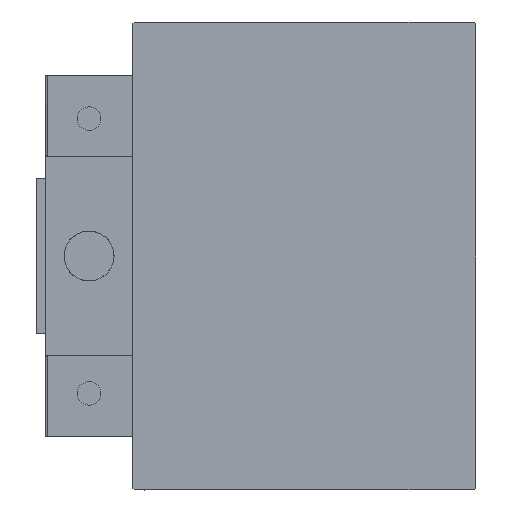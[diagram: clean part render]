
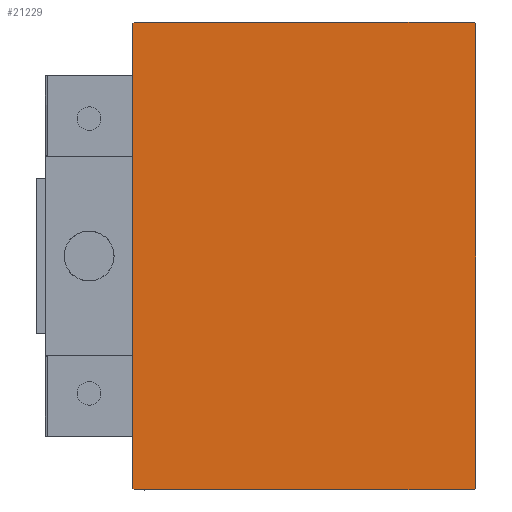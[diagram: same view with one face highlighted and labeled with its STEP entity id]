
A CAD part, left-side view. The second image highlights one B-rep face of the part: STEP entity #21229.
In plain terms, the highlighted face is planar.
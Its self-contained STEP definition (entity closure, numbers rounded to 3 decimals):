
#991 = LINE ( 'NONE', #38789, #23372 ) ;
#1253 = VECTOR ( 'NONE', #16788, 1000. ) ;
#2349 = LINE ( 'NONE', #29384, #8875 ) ;
#2406 = CARTESIAN_POINT ( 'NONE',  ( 75., -27.5, -37.2 ) ) ;
#2533 = VECTOR ( 'NONE', #15689, 1000. ) ;
#4669 = DIRECTION ( 'NONE',  ( 1., 0., 0. ) ) ;
#4696 = CARTESIAN_POINT ( 'NONE',  ( 75., -27.5, 37.2 ) ) ;
#5562 = DIRECTION ( 'NONE',  ( 0., -1., 0. ) ) ;
#8419 = CARTESIAN_POINT ( 'NONE',  ( 75., 32.35, -32.35 ) ) ;
#8824 = CARTESIAN_POINT ( 'NONE',  ( 75., 27.5, 37.5 ) ) ;
#8875 = VECTOR ( 'NONE', #32181, 1000. ) ;
#9981 = ORIENTED_EDGE ( 'NONE', *, *, #41251, .T. ) ;
#10279 = DIRECTION ( 'NONE',  ( 0., 0., 1. ) ) ;
#11690 = LINE ( 'NONE', #8419, #2533 ) ;
#11899 = VERTEX_POINT ( 'NONE', #21766 ) ;
#12278 = LINE ( 'NONE', #35802, #1253 ) ;
#13432 = CARTESIAN_POINT ( 'NONE',  ( 75., 0., 0. ) ) ;
#13577 = ORIENTED_EDGE ( 'NONE', *, *, #26573, .T. ) ;
#14559 = ORIENTED_EDGE ( 'NONE', *, *, #32850, .T. ) ;
#14661 = VECTOR ( 'NONE', #49441, 1000. ) ;
#15443 = ORIENTED_EDGE ( 'NONE', *, *, #27279, .T. ) ;
#15689 = DIRECTION ( 'NONE',  ( 0., 0.707, 0.707 ) ) ;
#16788 = DIRECTION ( 'NONE',  ( 0., 0.707, -0.707 ) ) ;
#17192 = FACE_OUTER_BOUND ( 'NONE', #25202, .T. ) ;
#17806 = CARTESIAN_POINT ( 'NONE',  ( 75., 27.5, -37.5 ) ) ;
#18427 = LINE ( 'NONE', #22180, #14661 ) ;
#19460 = CARTESIAN_POINT ( 'NONE',  ( 75., 27.5, -37.2 ) ) ;
#19702 = ORIENTED_EDGE ( 'NONE', *, *, #29134, .T. ) ;
#21221 = VERTEX_POINT ( 'NONE', #24450 ) ;
#21229 = ADVANCED_FACE ( 'NONE', ( #17192 ), #35475, .T. ) ;
#21766 = CARTESIAN_POINT ( 'NONE',  ( 75., 27.5, 37.2 ) ) ;
#22180 = CARTESIAN_POINT ( 'NONE',  ( 75., -27.5, -37.5 ) ) ;
#23199 = LINE ( 'NONE', #38953, #34529 ) ;
#23372 = VECTOR ( 'NONE', #46051, 1000. ) ;
#24210 = DIRECTION ( 'NONE',  ( 0., 0., -1. ) ) ;
#24450 = CARTESIAN_POINT ( 'NONE',  ( 75., -27.2, 37.5 ) ) ;
#24859 = VECTOR ( 'NONE', #10279, 1000. ) ;
#25202 = EDGE_LOOP ( 'NONE', ( #41237, #19702, #36828, #31187, #13577, #14559, #15443, #9981 ) ) ;
#26456 = VECTOR ( 'NONE', #5562, 1000. ) ;
#26573 = EDGE_CURVE ( 'NONE', #35164, #21221, #36341, .T. ) ;
#26881 = CARTESIAN_POINT ( 'NONE',  ( 75., -27.2, -37.5 ) ) ;
#27279 = EDGE_CURVE ( 'NONE', #44700, #36809, #2349, .T. ) ;
#27867 = VERTEX_POINT ( 'NONE', #36740 ) ;
#27877 = AXIS2_PLACEMENT_3D ( 'NONE', #13432, #4669, #24210 ) ;
#29134 = EDGE_CURVE ( 'NONE', #27867, #45854, #11690, .T. ) ;
#29384 = CARTESIAN_POINT ( 'NONE',  ( 75., -27.5, 37.5 ) ) ;
#31187 = ORIENTED_EDGE ( 'NONE', *, *, #34171, .T. ) ;
#32181 = DIRECTION ( 'NONE',  ( 0., 0., -1. ) ) ;
#32577 = LINE ( 'NONE', #17806, #24859 ) ;
#32850 = EDGE_CURVE ( 'NONE', #21221, #44700, #23199, .T. ) ;
#34171 = EDGE_CURVE ( 'NONE', #11899, #35164, #991, .T. ) ;
#34529 = VECTOR ( 'NONE', #49474, 1000. ) ;
#34621 = CARTESIAN_POINT ( 'NONE',  ( 75., 27.2, 37.5 ) ) ;
#35164 = VERTEX_POINT ( 'NONE', #34621 ) ;
#35475 = PLANE ( 'NONE',  #27877 ) ;
#35617 = EDGE_CURVE ( 'NONE', #37991, #27867, #18427, .T. ) ;
#35802 = CARTESIAN_POINT ( 'NONE',  ( 75., -32.35, -32.35 ) ) ;
#36341 = LINE ( 'NONE', #8824, #26456 ) ;
#36740 = CARTESIAN_POINT ( 'NONE',  ( 75., 27.2, -37.5 ) ) ;
#36809 = VERTEX_POINT ( 'NONE', #2406 ) ;
#36828 = ORIENTED_EDGE ( 'NONE', *, *, #48914, .T. ) ;
#37991 = VERTEX_POINT ( 'NONE', #26881 ) ;
#38789 = CARTESIAN_POINT ( 'NONE',  ( 75., 32.35, 32.35 ) ) ;
#38953 = CARTESIAN_POINT ( 'NONE',  ( 75., -32.35, 32.35 ) ) ;
#41237 = ORIENTED_EDGE ( 'NONE', *, *, #35617, .T. ) ;
#41251 = EDGE_CURVE ( 'NONE', #36809, #37991, #12278, .T. ) ;
#44700 = VERTEX_POINT ( 'NONE', #4696 ) ;
#45854 = VERTEX_POINT ( 'NONE', #19460 ) ;
#46051 = DIRECTION ( 'NONE',  ( 0., -0.707, 0.707 ) ) ;
#48914 = EDGE_CURVE ( 'NONE', #45854, #11899, #32577, .T. ) ;
#49441 = DIRECTION ( 'NONE',  ( 0., 1., 0. ) ) ;
#49474 = DIRECTION ( 'NONE',  ( 0., -0.707, -0.707 ) ) ;
